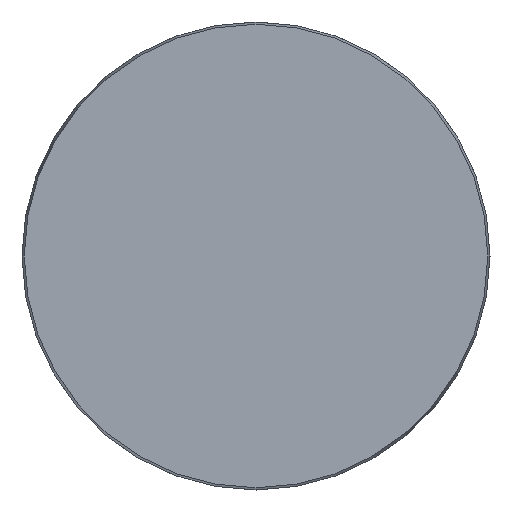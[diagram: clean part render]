
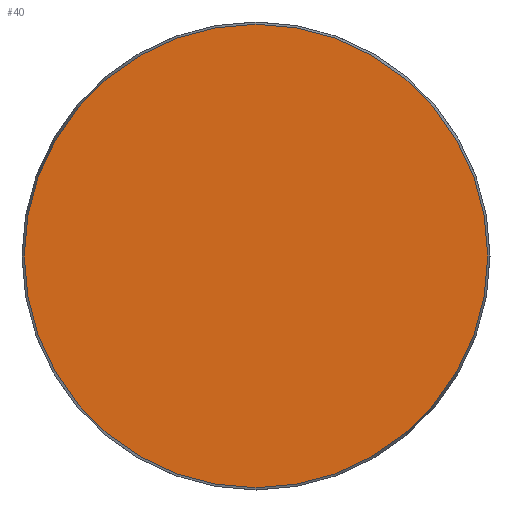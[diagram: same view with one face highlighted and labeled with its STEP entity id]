
A CAD part, front view. The second image highlights one B-rep face of the part: STEP entity #40.
In plain terms, the highlighted planar face has unit normal (0, -1, 0).
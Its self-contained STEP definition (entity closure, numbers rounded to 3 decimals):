
#13 = DIRECTION ( 'NONE',  ( 0., 0., -1. ) ) ;
#40 = ADVANCED_FACE ( 'NONE', ( #352 ), #177, .F. ) ;
#57 = DIRECTION ( 'NONE',  ( 0., 1., 0. ) ) ;
#119 = EDGE_LOOP ( 'NONE', ( #381 ) ) ;
#177 = PLANE ( 'NONE',  #559 ) ;
#197 = CARTESIAN_POINT ( 'NONE',  ( 0., 0., 0. ) ) ;
#227 = DIRECTION ( 'NONE',  ( 0., 0., 1. ) ) ;
#352 = FACE_OUTER_BOUND ( 'NONE', #119, .T. ) ;
#374 = AXIS2_PLACEMENT_3D ( 'NONE', #197, #536, #13 ) ;
#381 = ORIENTED_EDGE ( 'NONE', *, *, #669, .T. ) ;
#432 = CIRCLE ( 'NONE', #374, 58.425 ) ;
#486 = CARTESIAN_POINT ( 'NONE',  ( 0., 0., -58.425 ) ) ;
#521 = CARTESIAN_POINT ( 'NONE',  ( -58.425, 0., 0. ) ) ;
#536 = DIRECTION ( 'NONE',  ( 0., -1., 0. ) ) ;
#559 = AXIS2_PLACEMENT_3D ( 'NONE', #521, #57, #227 ) ;
#605 = VERTEX_POINT ( 'NONE', #486 ) ;
#669 = EDGE_CURVE ( 'NONE', #605, #605, #432, .T. ) ;
